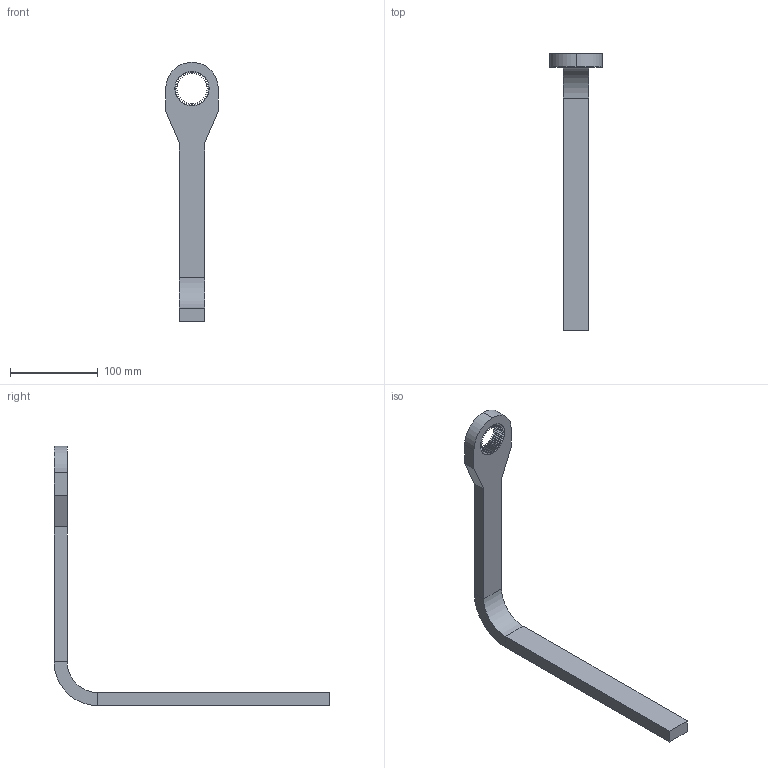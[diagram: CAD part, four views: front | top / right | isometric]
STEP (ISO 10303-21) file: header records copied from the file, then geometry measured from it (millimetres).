
FILE_DESCRIPTION((''),'2;1');
FILE_NAME('6158120720','2015-02-18T',('gredl'),(''),'PRO/ENGINEER BY PARAMETRIC TECHNOLOGY CORPORATION, 2014200','PRO/ENGINEER BY PARAMETRIC TECHNOLOGY CORPORATION, 2014200','');
FILE_SCHEMA(('AUTOMOTIVE_DESIGN { 1 0 10303 214 1 1 1 1 }'));
Length unit declared in the file: millimetre
Products named in the file (1): 6158120720
Bounding box: 60 x 315 x 296 mm (x, y, z)
Volume: 263472 mm3; surface area: 57547.7 mm2
Topology: 1 solids, 1 shells, 200 faces, 586 edges, 388 vertices
Faces by surface type: plane 150, cylinder 50
Entity records: 7281 total; most frequent: CARTESIAN_POINT 1176, ORIENTED_EDGE 1172, DIRECTION 1086, EDGE_CURVE 586, VECTOR 486, LINE 486, VERTEX_POINT 388, AXIS2_PLACEMENT_3D 300
